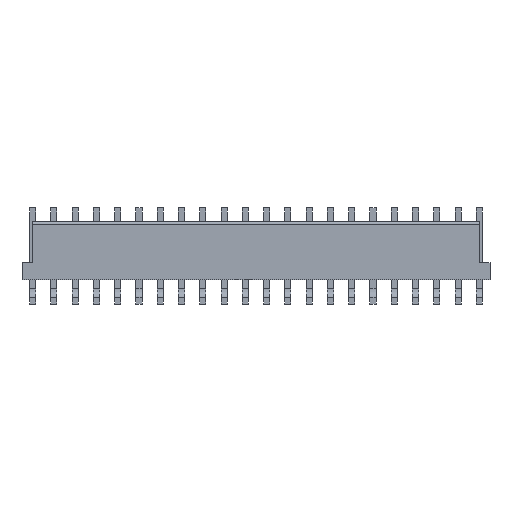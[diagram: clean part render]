
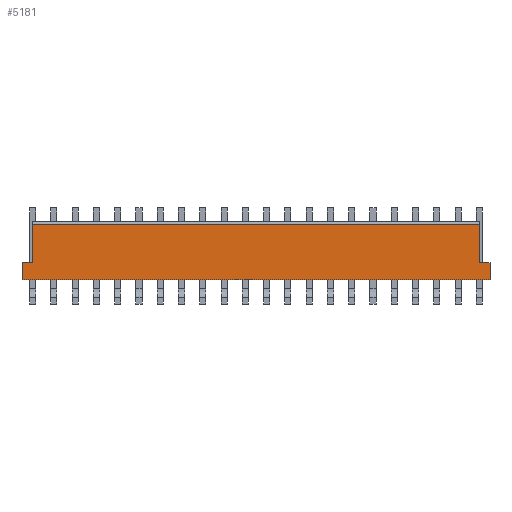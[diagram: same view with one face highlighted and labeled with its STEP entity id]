
A CAD part, front view. The second image highlights one B-rep face of the part: STEP entity #5181.
In plain terms, the highlighted planar face has unit normal (0, -1, 0).
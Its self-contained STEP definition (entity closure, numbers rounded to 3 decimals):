
#97=DIRECTION('',(0.,0.,-1.));
#98=VECTOR('',#97,3.175);
#99=CARTESIAN_POINT('',(-43.586,-4.585,0.));
#100=LINE('',#99,#98);
#521=DIRECTION('',(1.,0.,0.));
#522=VECTOR('',#521,87.173);
#523=CARTESIAN_POINT('',(-43.586,-4.585,-3.175));
#524=LINE('',#523,#522);
#525=DIRECTION('',(1.,0.,0.));
#526=VECTOR('',#525,1.981);
#527=CARTESIAN_POINT('',(-43.586,-4.585,0.));
#528=LINE('',#527,#526);
#529=DIRECTION('',(0.,0.,-1.));
#530=VECTOR('',#529,7.112);
#531=CARTESIAN_POINT('',(-41.605,-4.585,7.112));
#532=LINE('',#531,#530);
#533=DIRECTION('',(1.,0.,0.));
#534=VECTOR('',#533,83.21);
#535=CARTESIAN_POINT('',(-41.605,-4.585,7.112));
#536=LINE('',#535,#534);
#537=DIRECTION('',(0.,0.,-1.));
#538=VECTOR('',#537,7.112);
#539=CARTESIAN_POINT('',(41.605,-4.585,7.112));
#540=LINE('',#539,#538);
#541=DIRECTION('',(1.,0.,0.));
#542=VECTOR('',#541,1.981);
#543=CARTESIAN_POINT('',(41.605,-4.585,0.));
#544=LINE('',#543,#542);
#1071=DIRECTION('',(0.,0.,-1.));
#1072=VECTOR('',#1071,3.175);
#1073=CARTESIAN_POINT('',(43.586,-4.585,0.));
#1074=LINE('',#1073,#1072);
#3668=CARTESIAN_POINT('',(-43.586,-4.585,-3.175));
#3670=VERTEX_POINT('',#3668);
#3676=CARTESIAN_POINT('',(43.586,-4.585,-3.175));
#3678=VERTEX_POINT('',#3676);
#3685=CARTESIAN_POINT('',(-41.605,-4.585,7.112));
#3687=VERTEX_POINT('',#3685);
#3689=CARTESIAN_POINT('',(41.605,-4.585,7.112));
#3691=VERTEX_POINT('',#3689);
#3692=CARTESIAN_POINT('',(-43.586,-4.585,0.));
#3693=VERTEX_POINT('',#3692);
#3694=CARTESIAN_POINT('',(43.586,-4.585,0.));
#3695=VERTEX_POINT('',#3694);
#3697=CARTESIAN_POINT('',(-41.605,-4.585,0.));
#3699=VERTEX_POINT('',#3697);
#3700=CARTESIAN_POINT('',(41.605,-4.585,0.));
#3702=VERTEX_POINT('',#3700);
#5160=CARTESIAN_POINT('',(-43.586,-4.585,7.112));
#5161=DIRECTION('',(0.,-1.,0.));
#5162=DIRECTION('',(0.,0.,-1.));
#5163=AXIS2_PLACEMENT_3D('',#5160,#5161,#5162);
#5164=PLANE('',#5163);
#5165=ORIENTED_EDGE('',*,*,#4837,.F.);
#5167=ORIENTED_EDGE('',*,*,#5166,.T.);
#5169=ORIENTED_EDGE('',*,*,#5168,.F.);
#5171=ORIENTED_EDGE('',*,*,#5170,.T.);
#5173=ORIENTED_EDGE('',*,*,#5172,.T.);
#5175=ORIENTED_EDGE('',*,*,#5174,.T.);
#5177=ORIENTED_EDGE('',*,*,#5176,.T.);
#5178=ORIENTED_EDGE('',*,*,#5152,.F.);
#5179=EDGE_LOOP('',(#5165,#5167,#5169,#5171,#5173,#5175,#5177,#5178));
#5180=FACE_OUTER_BOUND('',#5179,.F.);
#5181=ADVANCED_FACE('',(#5180),#5164,.T.);
#4837=EDGE_CURVE('',#3693,#3670,#100,.T.);
#5152=EDGE_CURVE('',#3670,#3678,#524,.T.);
#5166=EDGE_CURVE('',#3693,#3699,#528,.T.);
#5168=EDGE_CURVE('',#3687,#3699,#532,.T.);
#5170=EDGE_CURVE('',#3687,#3691,#536,.T.);
#5172=EDGE_CURVE('',#3691,#3702,#540,.T.);
#5174=EDGE_CURVE('',#3702,#3695,#544,.T.);
#5176=EDGE_CURVE('',#3695,#3678,#1074,.T.);
